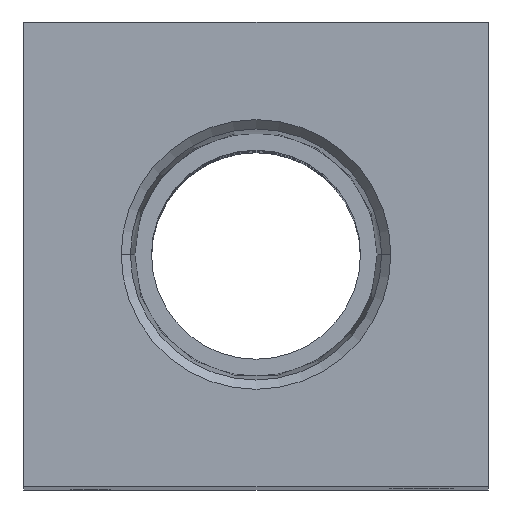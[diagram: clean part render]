
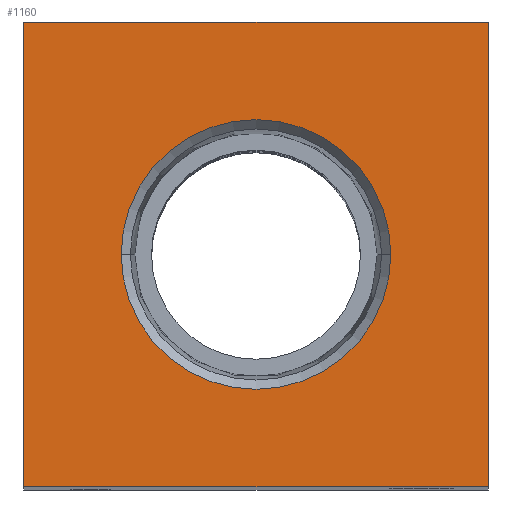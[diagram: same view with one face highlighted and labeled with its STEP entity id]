
A CAD part, top view. The second image highlights one B-rep face of the part: STEP entity #1160.
In plain terms, the highlighted planar face has unit normal (0, 0, 1).
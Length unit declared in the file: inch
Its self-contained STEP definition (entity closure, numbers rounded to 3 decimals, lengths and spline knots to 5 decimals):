
#4 = CARTESIAN_POINT ( 'NONE',  ( 0.625, 0.625, 2.375 ) ) ;
#16 = CARTESIAN_POINT ( 'NONE',  ( -0.625, -0.625, 2.375 ) ) ;
#28 = VECTOR ( 'NONE', #1261, 39.37008 ) ;
#59 = CARTESIAN_POINT ( 'NONE',  ( -0.625, 0.625, 2.375 ) ) ;
#76 = DIRECTION ( 'NONE',  ( 0., -1., 0. ) ) ;
#89 = ORIENTED_EDGE ( 'NONE', *, *, #349, .T. ) ;
#125 = DIRECTION ( 'NONE',  ( 1., 0., 0. ) ) ;
#131 = DIRECTION ( 'NONE',  ( 0., 0., 1. ) ) ;
#149 = CARTESIAN_POINT ( 'NONE',  ( 0., 0., 2.375 ) ) ;
#184 = EDGE_CURVE ( 'NONE', #699, #673, #1126, .T. ) ;
#200 = PLANE ( 'NONE',  #598 ) ;
#295 = ORIENTED_EDGE ( 'NONE', *, *, #1221, .T. ) ;
#329 = VERTEX_POINT ( 'NONE', #1307 ) ;
#349 = EDGE_CURVE ( 'NONE', #2032, #1527, #669, .T. ) ;
#414 = CARTESIAN_POINT ( 'NONE',  ( -0.625, -0.625, 2.375 ) ) ;
#447 = DIRECTION ( 'NONE',  ( 1., 0., 0. ) ) ;
#455 = DIRECTION ( 'NONE',  ( 0., 0., 1. ) ) ;
#462 = CARTESIAN_POINT ( 'NONE',  ( 0., 0., 2.375 ) ) ;
#492 = LINE ( 'NONE', #16, #1295 ) ;
#493 = LINE ( 'NONE', #1778, #2145 ) ;
#538 = CARTESIAN_POINT ( 'NONE',  ( 0.625, 0.625, 2.375 ) ) ;
#585 = DIRECTION ( 'NONE',  ( 0., 1., 0. ) ) ;
#598 = AXIS2_PLACEMENT_3D ( 'NONE', #149, #131, #125 ) ;
#606 = DIRECTION ( 'NONE',  ( -1., 0., 0. ) ) ;
#669 = LINE ( 'NONE', #1342, #28 ) ;
#673 = VERTEX_POINT ( 'NONE', #59 ) ;
#699 = VERTEX_POINT ( 'NONE', #4 ) ;
#725 = ORIENTED_EDGE ( 'NONE', *, *, #2055, .T. ) ;
#783 = CIRCLE ( 'NONE', #2062, 0.3626 ) ;
#1057 = DIRECTION ( 'NONE',  ( 0., 0., 1. ) ) ;
#1063 = FACE_OUTER_BOUND ( 'NONE', #1343, .T. ) ;
#1116 = CARTESIAN_POINT ( 'NONE',  ( -0.3626, 0., 2.375 ) ) ;
#1126 = LINE ( 'NONE', #538, #1651 ) ;
#1160 = ADVANCED_FACE ( 'NONE', ( #1846, #1063 ), #200, .T. ) ;
#1168 = ORIENTED_EDGE ( 'NONE', *, *, #1906, .F. ) ;
#1221 = EDGE_CURVE ( 'NONE', #673, #2032, #492, .T. ) ;
#1261 = DIRECTION ( 'NONE',  ( 1., 0., 0. ) ) ;
#1281 = ORIENTED_EDGE ( 'NONE', *, *, #1432, .F. ) ;
#1295 = VECTOR ( 'NONE', #76, 39.37008 ) ;
#1307 = CARTESIAN_POINT ( 'NONE',  ( 0.3626, 0., 2.375 ) ) ;
#1342 = CARTESIAN_POINT ( 'NONE',  ( 0.625, -0.625, 2.375 ) ) ;
#1343 = EDGE_LOOP ( 'NONE', ( #295, #89, #725, #2112 ) ) ;
#1432 = EDGE_CURVE ( 'NONE', #1504, #329, #1860, .T. ) ;
#1484 = AXIS2_PLACEMENT_3D ( 'NONE', #462, #455, #447 ) ;
#1504 = VERTEX_POINT ( 'NONE', #1116 ) ;
#1527 = VERTEX_POINT ( 'NONE', #1757 ) ;
#1651 = VECTOR ( 'NONE', #606, 39.37008 ) ;
#1757 = CARTESIAN_POINT ( 'NONE',  ( 0.625, -0.625, 2.375 ) ) ;
#1778 = CARTESIAN_POINT ( 'NONE',  ( 0.625, -0.625, 2.375 ) ) ;
#1846 = FACE_BOUND ( 'NONE', #2129, .T. ) ;
#1860 = CIRCLE ( 'NONE', #1484, 0.3626 ) ;
#1906 = EDGE_CURVE ( 'NONE', #329, #1504, #783, .T. ) ;
#2021 = CARTESIAN_POINT ( 'NONE',  ( 0., 0., 2.375 ) ) ;
#2032 = VERTEX_POINT ( 'NONE', #414 ) ;
#2055 = EDGE_CURVE ( 'NONE', #1527, #699, #493, .T. ) ;
#2062 = AXIS2_PLACEMENT_3D ( 'NONE', #2021, #1057, #2167 ) ;
#2112 = ORIENTED_EDGE ( 'NONE', *, *, #184, .T. ) ;
#2129 = EDGE_LOOP ( 'NONE', ( #1168, #1281 ) ) ;
#2145 = VECTOR ( 'NONE', #585, 39.37008 ) ;
#2167 = DIRECTION ( 'NONE',  ( 1., 0., 0. ) ) ;
